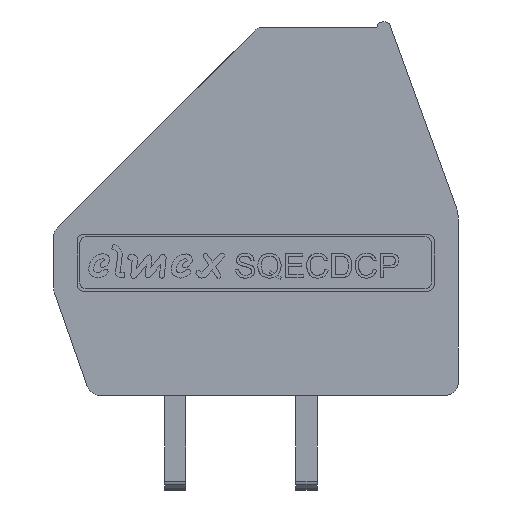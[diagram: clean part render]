
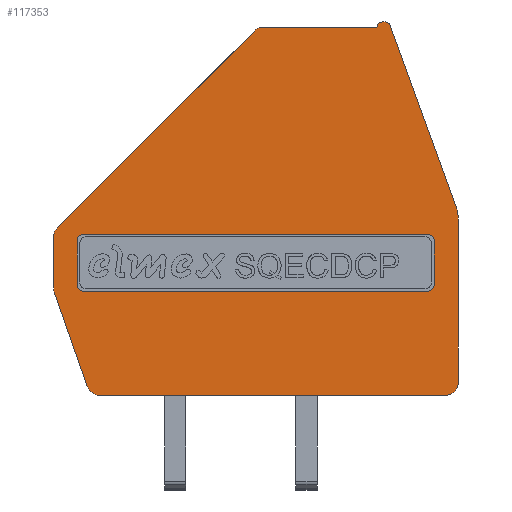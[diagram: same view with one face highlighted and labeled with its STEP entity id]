
A CAD part, front view. The second image highlights one B-rep face of the part: STEP entity #117353.
In plain terms, the highlighted planar face has unit normal (0, -1, 0).
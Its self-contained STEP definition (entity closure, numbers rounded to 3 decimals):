
#4188=CIRCLE('',#122449,0.25);
#4189=CIRCLE('',#122450,0.25);
#4190=CIRCLE('',#122451,0.25);
#4191=CIRCLE('',#122452,0.25);
#4192=CIRCLE('',#122453,1.5);
#4193=CIRCLE('',#122454,0.2);
#4194=CIRCLE('',#122455,0.2);
#4195=CIRCLE('',#122456,0.5);
#4196=CIRCLE('',#122457,0.5);
#4197=CIRCLE('',#122458,0.5);
#4198=CIRCLE('',#122459,0.5);
#4199=CIRCLE('',#122460,0.5);
#9018=ORIENTED_EDGE('',*,*,#34197,.T.);
#9019=ORIENTED_EDGE('',*,*,#34198,.F.);
#9020=ORIENTED_EDGE('',*,*,#34199,.T.);
#9021=ORIENTED_EDGE('',*,*,#34200,.F.);
#9022=ORIENTED_EDGE('',*,*,#34201,.T.);
#9023=ORIENTED_EDGE('',*,*,#34202,.F.);
#9024=ORIENTED_EDGE('',*,*,#34203,.T.);
#9025=ORIENTED_EDGE('',*,*,#34204,.F.);
#9026=ORIENTED_EDGE('',*,*,#34205,.T.);
#9027=ORIENTED_EDGE('',*,*,#34206,.T.);
#9028=ORIENTED_EDGE('',*,*,#34207,.T.);
#9029=ORIENTED_EDGE('',*,*,#34208,.T.);
#9030=ORIENTED_EDGE('',*,*,#34209,.T.);
#9031=ORIENTED_EDGE('',*,*,#34210,.T.);
#9032=ORIENTED_EDGE('',*,*,#34211,.T.);
#9033=ORIENTED_EDGE('',*,*,#34212,.T.);
#9034=ORIENTED_EDGE('',*,*,#34153,.T.);
#9035=ORIENTED_EDGE('',*,*,#34213,.T.);
#9036=ORIENTED_EDGE('',*,*,#34214,.T.);
#9037=ORIENTED_EDGE('',*,*,#34215,.T.);
#9038=ORIENTED_EDGE('',*,*,#34216,.T.);
#9039=ORIENTED_EDGE('',*,*,#34217,.T.);
#9040=ORIENTED_EDGE('',*,*,#33675,.T.);
#9041=ORIENTED_EDGE('',*,*,#34218,.T.);
#33675=EDGE_CURVE('',#46497,#46498,#54995,.T.);
#34153=EDGE_CURVE('',#46837,#46836,#55281,.T.);
#34197=EDGE_CURVE('',#46873,#46874,#55309,.T.);
#34198=EDGE_CURVE('',#46875,#46874,#4188,.T.);
#34199=EDGE_CURVE('',#46875,#46876,#55310,.T.);
#34200=EDGE_CURVE('',#46877,#46876,#4189,.T.);
#34201=EDGE_CURVE('',#46877,#46878,#55311,.T.);
#34202=EDGE_CURVE('',#46879,#46878,#4190,.T.);
#34203=EDGE_CURVE('',#46879,#46880,#55312,.T.);
#34204=EDGE_CURVE('',#46873,#46880,#4191,.T.);
#34205=EDGE_CURVE('',#46881,#46882,#55313,.T.);
#34206=EDGE_CURVE('',#46882,#46883,#4192,.T.);
#34207=EDGE_CURVE('',#46883,#46884,#55314,.T.);
#34208=EDGE_CURVE('',#46884,#46885,#4193,.T.);
#34209=EDGE_CURVE('',#46885,#46886,#55315,.T.);
#34210=EDGE_CURVE('',#46886,#46887,#4194,.T.);
#34211=EDGE_CURVE('',#46887,#46888,#55316,.T.);
#34212=EDGE_CURVE('',#46888,#46837,#4195,.T.);
#34213=EDGE_CURVE('',#46836,#46889,#4196,.T.);
#34214=EDGE_CURVE('',#46889,#46890,#55317,.T.);
#34215=EDGE_CURVE('',#46890,#46891,#4197,.T.);
#34216=EDGE_CURVE('',#46891,#46892,#55318,.T.);
#34217=EDGE_CURVE('',#46892,#46497,#4198,.T.);
#34218=EDGE_CURVE('',#46498,#46881,#4199,.T.);
#46497=VERTEX_POINT('',#154480);
#46498=VERTEX_POINT('',#154481);
#46836=VERTEX_POINT('',#155976);
#46837=VERTEX_POINT('',#155978);
#46873=VERTEX_POINT('',#156067);
#46874=VERTEX_POINT('',#156068);
#46875=VERTEX_POINT('',#156070);
#46876=VERTEX_POINT('',#156072);
#46877=VERTEX_POINT('',#156074);
#46878=VERTEX_POINT('',#156076);
#46879=VERTEX_POINT('',#156078);
#46880=VERTEX_POINT('',#156080);
#46881=VERTEX_POINT('',#156083);
#46882=VERTEX_POINT('',#156084);
#46883=VERTEX_POINT('',#156086);
#46884=VERTEX_POINT('',#156088);
#46885=VERTEX_POINT('',#156090);
#46886=VERTEX_POINT('',#156092);
#46887=VERTEX_POINT('',#156094);
#46888=VERTEX_POINT('',#156096);
#46889=VERTEX_POINT('',#156099);
#46890=VERTEX_POINT('',#156101);
#46891=VERTEX_POINT('',#156103);
#46892=VERTEX_POINT('',#156105);
#54995=LINE('',#154479,#63459);
#55281=LINE('',#155977,#63745);
#55309=LINE('',#156066,#63773);
#55310=LINE('',#156071,#63774);
#55311=LINE('',#156075,#63775);
#55312=LINE('',#156079,#63776);
#55313=LINE('',#156082,#63777);
#55314=LINE('',#156087,#63778);
#55315=LINE('',#156091,#63779);
#55316=LINE('',#156095,#63780);
#55317=LINE('',#156100,#63781);
#55318=LINE('',#156104,#63782);
#63459=VECTOR('',#130577,1000.);
#63745=VECTOR('',#131347,1000.);
#63773=VECTOR('',#131425,1000.);
#63774=VECTOR('',#131428,1000.);
#63775=VECTOR('',#131431,1000.);
#63776=VECTOR('',#131434,1000.);
#63777=VECTOR('',#131437,1000.);
#63778=VECTOR('',#131440,1000.);
#63779=VECTOR('',#131443,1000.);
#63780=VECTOR('',#131446,1000.);
#63781=VECTOR('',#131451,1000.);
#63782=VECTOR('',#131454,1000.);
#71743=EDGE_LOOP('',(#9018,#9019,#9020,#9021,#9022,#9023,#9024,#9025));
#71744=EDGE_LOOP('',(#9026,#9027,#9028,#9029,#9030,#9031,#9032,#9033,#9034,
#9035,#9036,#9037,#9038,#9039,#9040,#9041));
#76843=FACE_BOUND('',#71743,.T.);
#76844=FACE_BOUND('',#71744,.T.);
#81748=PLANE('',#122448);
#117353=ADVANCED_FACE('',(#76843,#76844),#81748,.T.);
#122448=AXIS2_PLACEMENT_3D('',#156065,#131423,#131424);
#122449=AXIS2_PLACEMENT_3D('',#156069,#131426,#131427);
#122450=AXIS2_PLACEMENT_3D('',#156073,#131429,#131430);
#122451=AXIS2_PLACEMENT_3D('',#156077,#131432,#131433);
#122452=AXIS2_PLACEMENT_3D('',#156081,#131435,#131436);
#122453=AXIS2_PLACEMENT_3D('',#156085,#131438,#131439);
#122454=AXIS2_PLACEMENT_3D('',#156089,#131441,#131442);
#122455=AXIS2_PLACEMENT_3D('',#156093,#131444,#131445);
#122456=AXIS2_PLACEMENT_3D('',#156097,#131447,#131448);
#122457=AXIS2_PLACEMENT_3D('',#156098,#131449,#131450);
#122458=AXIS2_PLACEMENT_3D('',#156102,#131452,#131453);
#122459=AXIS2_PLACEMENT_3D('',#156106,#131455,#131456);
#122460=AXIS2_PLACEMENT_3D('',#156107,#131457,#131458);
#130577=DIRECTION('',(1.,0.,0.));
#131347=DIRECTION('',(-0.707,0.,-0.707));
#131423=DIRECTION('',(0.,-1.,0.));
#131424=DIRECTION('',(0.,0.,-1.));
#131425=DIRECTION('',(1.,0.,0.));
#131426=DIRECTION('',(0.,-1.,0.));
#131427=DIRECTION('',(0.,0.,-1.));
#131428=DIRECTION('',(0.,0.,-1.));
#131429=DIRECTION('',(0.,-1.,0.));
#131430=DIRECTION('',(0.,0.,-1.));
#131431=DIRECTION('',(-1.,0.,0.));
#131432=DIRECTION('',(0.,-1.,0.));
#131433=DIRECTION('',(0.,0.,-1.));
#131434=DIRECTION('',(0.,0.,1.));
#131435=DIRECTION('',(0.,-1.,0.));
#131436=DIRECTION('',(0.,0.,-1.));
#131437=DIRECTION('',(0.,0.,1.));
#131438=DIRECTION('',(0.,-1.,0.));
#131439=DIRECTION('',(0.,0.,-1.));
#131440=DIRECTION('',(-0.342,0.,0.94));
#131441=DIRECTION('',(0.,-1.,0.));
#131442=DIRECTION('',(1.,0.,0.));
#131443=DIRECTION('',(-1.,0.,0.));
#131444=DIRECTION('',(0.,-1.,0.));
#131445=DIRECTION('',(1.,0.,0.));
#131446=DIRECTION('',(-1.,0.,0.));
#131447=DIRECTION('',(0.,-1.,0.));
#131448=DIRECTION('',(1.,0.,0.));
#131449=DIRECTION('',(0.,-1.,0.));
#131450=DIRECTION('',(1.,0.,0.));
#131451=DIRECTION('',(0.,0.,-1.));
#131452=DIRECTION('',(0.,-1.,0.));
#131453=DIRECTION('',(1.,0.,0.));
#131454=DIRECTION('',(0.33,0.,-0.944));
#131455=DIRECTION('',(0.,-1.,0.));
#131456=DIRECTION('',(1.,0.,0.));
#131457=DIRECTION('',(0.,-1.,0.));
#131458=DIRECTION('',(0.,0.,-1.));
#154479=CARTESIAN_POINT('',(14.205,-3.26,3.75));
#154480=CARTESIAN_POINT('',(14.205,-3.26,3.75));
#154481=CARTESIAN_POINT('',(27.35,-3.26,3.75));
#155976=CARTESIAN_POINT('',(12.596,-3.26,10.117));
#155977=CARTESIAN_POINT('',(20.083,-3.26,17.604));
#155978=CARTESIAN_POINT('',(20.083,-3.26,17.604));
#156065=CARTESIAN_POINT('',(20.437,-3.26,17.25));
#156066=CARTESIAN_POINT('',(13.342,-3.26,9.881));
#156067=CARTESIAN_POINT('',(13.592,-3.26,9.881));
#156068=CARTESIAN_POINT('',(26.676,-3.26,9.881));
#156069=CARTESIAN_POINT('',(26.676,-3.26,9.631));
#156070=CARTESIAN_POINT('',(26.926,-3.26,9.631));
#156071=CARTESIAN_POINT('',(26.926,-3.26,9.881));
#156072=CARTESIAN_POINT('',(26.926,-3.26,7.962));
#156073=CARTESIAN_POINT('',(26.676,-3.26,7.962));
#156074=CARTESIAN_POINT('',(26.676,-3.26,7.712));
#156075=CARTESIAN_POINT('',(26.926,-3.26,7.712));
#156076=CARTESIAN_POINT('',(13.592,-3.26,7.712));
#156077=CARTESIAN_POINT('',(13.592,-3.26,7.962));
#156078=CARTESIAN_POINT('',(13.342,-3.26,7.962));
#156079=CARTESIAN_POINT('',(13.342,-3.26,7.712));
#156080=CARTESIAN_POINT('',(13.342,-3.26,9.631));
#156081=CARTESIAN_POINT('',(13.592,-3.26,9.631));
#156082=CARTESIAN_POINT('',(27.85,-3.26,17.25));
#156083=CARTESIAN_POINT('',(27.85,-3.26,4.25));
#156084=CARTESIAN_POINT('',(27.85,-3.26,10.409));
#156085=CARTESIAN_POINT('',(26.35,-3.26,10.409));
#156086=CARTESIAN_POINT('',(27.76,-3.26,10.922));
#156087=CARTESIAN_POINT('',(25.25,-3.26,17.818));
#156088=CARTESIAN_POINT('',(25.25,-3.26,17.818));
#156089=CARTESIAN_POINT('',(25.062,-3.26,17.75));
#156090=CARTESIAN_POINT('',(25.062,-3.26,17.95));
#156091=CARTESIAN_POINT('',(25.062,-3.26,17.95));
#156092=CARTESIAN_POINT('',(24.95,-3.26,17.95));
#156093=CARTESIAN_POINT('',(24.95,-3.26,17.75));
#156094=CARTESIAN_POINT('',(24.75,-3.26,17.75));
#156095=CARTESIAN_POINT('',(20.437,-3.26,17.75));
#156096=CARTESIAN_POINT('',(20.437,-3.26,17.75));
#156097=CARTESIAN_POINT('',(20.437,-3.26,17.25));
#156098=CARTESIAN_POINT('',(12.95,-3.26,9.763));
#156099=CARTESIAN_POINT('',(12.45,-3.26,9.763));
#156100=CARTESIAN_POINT('',(12.45,-3.26,9.763));
#156101=CARTESIAN_POINT('',(12.45,-3.26,7.835));
#156102=CARTESIAN_POINT('',(12.95,-3.26,7.835));
#156103=CARTESIAN_POINT('',(12.478,-3.26,7.67));
#156104=CARTESIAN_POINT('',(12.478,-3.26,7.67));
#156105=CARTESIAN_POINT('',(13.733,-3.26,4.085));
#156106=CARTESIAN_POINT('',(14.205,-3.26,4.25));
#156107=CARTESIAN_POINT('',(27.35,-3.26,4.25));
